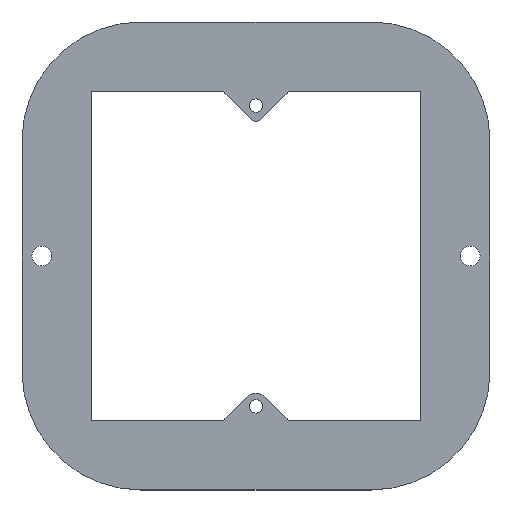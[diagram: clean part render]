
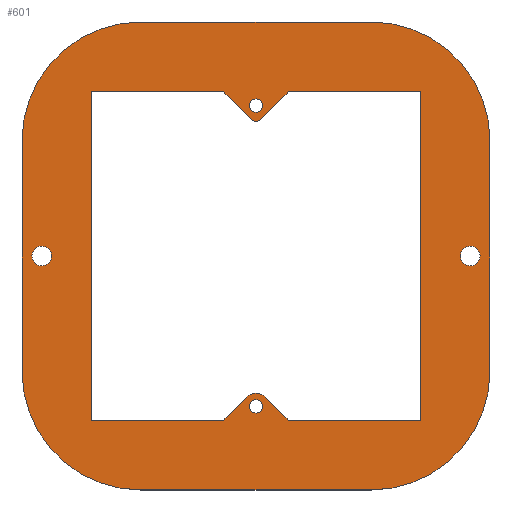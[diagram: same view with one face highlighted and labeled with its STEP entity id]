
A CAD part, top view. The second image highlights one B-rep face of the part: STEP entity #601.
In plain terms, the highlighted planar face has unit normal (0, 0, 1).
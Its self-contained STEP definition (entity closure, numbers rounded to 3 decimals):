
#15=FACE_BOUND('',#100,.T.);
#16=FACE_BOUND('',#101,.T.);
#17=FACE_BOUND('',#102,.T.);
#18=FACE_BOUND('',#103,.T.);
#19=FACE_BOUND('',#104,.T.);
#39=PLANE('',#673);
#69=FACE_OUTER_BOUND('',#99,.T.);
#99=EDGE_LOOP('',(#503,#504,#505,#506,#507,#508,#509,#510));
#100=EDGE_LOOP('',(#511));
#101=EDGE_LOOP('',(#512));
#102=EDGE_LOOP('',(#513));
#103=EDGE_LOOP('',(#514,#515,#516,#517,#518,#519,#520,#521,#522,#523,#524,
#525,#526,#527,#528,#529));
#104=EDGE_LOOP('',(#530));
#114=LINE('',#863,#170);
#117=LINE('',#869,#173);
#120=LINE('',#875,#176);
#124=LINE('',#887,#180);
#128=LINE('',#899,#184);
#132=LINE('',#911,#188);
#135=LINE('',#917,#191);
#138=LINE('',#923,#194);
#142=LINE('',#935,#198);
#146=LINE('',#947,#202);
#153=LINE('',#977,#209);
#157=LINE('',#989,#213);
#161=LINE('',#1001,#217);
#165=LINE('',#1013,#221);
#170=VECTOR('',#688,10.);
#173=VECTOR('',#693,10.);
#176=VECTOR('',#698,10.);
#180=VECTOR('',#710,10.);
#184=VECTOR('',#722,10.);
#188=VECTOR('',#734,10.);
#191=VECTOR('',#739,10.);
#194=VECTOR('',#744,10.);
#198=VECTOR('',#756,10.);
#202=VECTOR('',#768,10.);
#209=VECTOR('',#801,10.);
#213=VECTOR('',#813,10.);
#217=VECTOR('',#825,10.);
#221=VECTOR('',#837,10.);
#223=CIRCLE('',#618,1.);
#226=CIRCLE('',#625,1.);
#228=CIRCLE('',#629,2.);
#230=CIRCLE('',#633,1.);
#232=CIRCLE('',#639,1.);
#234=CIRCLE('',#643,1.);
#236=CIRCLE('',#647,1.);
#237=CIRCLE('',#649,1.5);
#239=CIRCLE('',#652,1.);
#241=CIRCLE('',#655,1.5);
#244=CIRCLE('',#660,18.);
#246=CIRCLE('',#664,18.);
#248=CIRCLE('',#668,18.);
#250=CIRCLE('',#672,18.);
#251=VERTEX_POINT('',#851);
#255=VERTEX_POINT('',#860);
#256=VERTEX_POINT('',#862);
#258=VERTEX_POINT('',#868);
#260=VERTEX_POINT('',#874);
#262=VERTEX_POINT('',#880);
#264=VERTEX_POINT('',#886);
#266=VERTEX_POINT('',#892);
#268=VERTEX_POINT('',#898);
#270=VERTEX_POINT('',#904);
#272=VERTEX_POINT('',#910);
#274=VERTEX_POINT('',#916);
#276=VERTEX_POINT('',#922);
#278=VERTEX_POINT('',#928);
#280=VERTEX_POINT('',#934);
#282=VERTEX_POINT('',#940);
#284=VERTEX_POINT('',#946);
#285=VERTEX_POINT('',#953);
#287=VERTEX_POINT('',#959);
#289=VERTEX_POINT('',#965);
#293=VERTEX_POINT('',#974);
#294=VERTEX_POINT('',#976);
#296=VERTEX_POINT('',#982);
#298=VERTEX_POINT('',#988);
#300=VERTEX_POINT('',#994);
#302=VERTEX_POINT('',#1000);
#304=VERTEX_POINT('',#1006);
#306=VERTEX_POINT('',#1012);
#307=EDGE_CURVE('',#251,#251,#223,.T.);
#312=EDGE_CURVE('',#256,#255,#114,.T.);
#315=EDGE_CURVE('',#258,#256,#117,.T.);
#318=EDGE_CURVE('',#260,#258,#120,.T.);
#321=EDGE_CURVE('',#262,#260,#226,.T.);
#324=EDGE_CURVE('',#264,#262,#124,.T.);
#327=EDGE_CURVE('',#266,#264,#228,.T.);
#330=EDGE_CURVE('',#268,#266,#128,.T.);
#333=EDGE_CURVE('',#270,#268,#230,.T.);
#336=EDGE_CURVE('',#272,#270,#132,.T.);
#339=EDGE_CURVE('',#274,#272,#135,.T.);
#342=EDGE_CURVE('',#276,#274,#138,.T.);
#345=EDGE_CURVE('',#278,#276,#232,.T.);
#348=EDGE_CURVE('',#280,#278,#142,.T.);
#351=EDGE_CURVE('',#282,#280,#234,.T.);
#354=EDGE_CURVE('',#284,#282,#146,.T.);
#357=EDGE_CURVE('',#255,#284,#236,.T.);
#358=EDGE_CURVE('',#285,#285,#237,.T.);
#361=EDGE_CURVE('',#287,#287,#239,.T.);
#364=EDGE_CURVE('',#289,#289,#241,.T.);
#369=EDGE_CURVE('',#294,#293,#153,.T.);
#372=EDGE_CURVE('',#296,#294,#244,.T.);
#375=EDGE_CURVE('',#298,#296,#157,.T.);
#378=EDGE_CURVE('',#300,#298,#246,.T.);
#381=EDGE_CURVE('',#302,#300,#161,.T.);
#384=EDGE_CURVE('',#304,#302,#248,.T.);
#387=EDGE_CURVE('',#306,#304,#165,.T.);
#390=EDGE_CURVE('',#293,#306,#250,.T.);
#503=ORIENTED_EDGE('',*,*,#390,.T.);
#504=ORIENTED_EDGE('',*,*,#387,.T.);
#505=ORIENTED_EDGE('',*,*,#384,.T.);
#506=ORIENTED_EDGE('',*,*,#381,.T.);
#507=ORIENTED_EDGE('',*,*,#378,.T.);
#508=ORIENTED_EDGE('',*,*,#375,.T.);
#509=ORIENTED_EDGE('',*,*,#372,.T.);
#510=ORIENTED_EDGE('',*,*,#369,.T.);
#511=ORIENTED_EDGE('',*,*,#364,.T.);
#512=ORIENTED_EDGE('',*,*,#361,.T.);
#513=ORIENTED_EDGE('',*,*,#358,.T.);
#514=ORIENTED_EDGE('',*,*,#357,.T.);
#515=ORIENTED_EDGE('',*,*,#354,.T.);
#516=ORIENTED_EDGE('',*,*,#351,.T.);
#517=ORIENTED_EDGE('',*,*,#348,.T.);
#518=ORIENTED_EDGE('',*,*,#345,.T.);
#519=ORIENTED_EDGE('',*,*,#342,.T.);
#520=ORIENTED_EDGE('',*,*,#339,.T.);
#521=ORIENTED_EDGE('',*,*,#336,.T.);
#522=ORIENTED_EDGE('',*,*,#333,.T.);
#523=ORIENTED_EDGE('',*,*,#330,.T.);
#524=ORIENTED_EDGE('',*,*,#327,.T.);
#525=ORIENTED_EDGE('',*,*,#324,.T.);
#526=ORIENTED_EDGE('',*,*,#321,.T.);
#527=ORIENTED_EDGE('',*,*,#318,.T.);
#528=ORIENTED_EDGE('',*,*,#315,.T.);
#529=ORIENTED_EDGE('',*,*,#312,.T.);
#530=ORIENTED_EDGE('',*,*,#307,.T.);
#601=ADVANCED_FACE('',(#69,#15,#16,#17,#18,#19),#39,.T.);
#618=AXIS2_PLACEMENT_3D('',#852,#679,#680);
#625=AXIS2_PLACEMENT_3D('',#881,#704,#705);
#629=AXIS2_PLACEMENT_3D('',#893,#716,#717);
#633=AXIS2_PLACEMENT_3D('',#905,#728,#729);
#639=AXIS2_PLACEMENT_3D('',#929,#750,#751);
#643=AXIS2_PLACEMENT_3D('',#941,#762,#763);
#647=AXIS2_PLACEMENT_3D('',#951,#774,#775);
#649=AXIS2_PLACEMENT_3D('',#954,#778,#779);
#652=AXIS2_PLACEMENT_3D('',#960,#785,#786);
#655=AXIS2_PLACEMENT_3D('',#966,#792,#793);
#660=AXIS2_PLACEMENT_3D('',#983,#807,#808);
#664=AXIS2_PLACEMENT_3D('',#995,#819,#820);
#668=AXIS2_PLACEMENT_3D('',#1007,#831,#832);
#672=AXIS2_PLACEMENT_3D('',#1017,#843,#844);
#673=AXIS2_PLACEMENT_3D('',#1018,#845,#846);
#679=DIRECTION('center_axis',(0.,0.,-1.));
#680=DIRECTION('ref_axis',(1.,0.,0.));
#688=DIRECTION('',(1.,0.,0.));
#693=DIRECTION('',(0.,1.,0.));
#698=DIRECTION('',(-1.,0.,0.));
#704=DIRECTION('center_axis',(0.,0.,-1.));
#705=DIRECTION('ref_axis',(0.,-1.,0.));
#710=DIRECTION('',(-0.707,-0.707,0.));
#716=DIRECTION('center_axis',(0.,0.,1.));
#717=DIRECTION('ref_axis',(0.707,0.707,0.));
#722=DIRECTION('',(-0.707,0.707,0.));
#728=DIRECTION('center_axis',(0.,0.,-1.));
#729=DIRECTION('ref_axis',(-0.707,-0.707,0.));
#734=DIRECTION('',(-1.,0.,0.));
#739=DIRECTION('',(0.,-1.,0.));
#744=DIRECTION('',(1.,0.,0.));
#750=DIRECTION('center_axis',(0.,0.,-1.));
#751=DIRECTION('ref_axis',(0.,1.,0.));
#756=DIRECTION('',(0.707,0.707,0.));
#762=DIRECTION('center_axis',(0.,0.,1.));
#763=DIRECTION('ref_axis',(-0.707,-0.707,0.));
#768=DIRECTION('',(0.707,-0.707,0.));
#774=DIRECTION('center_axis',(0.,0.,-1.));
#775=DIRECTION('ref_axis',(0.707,0.707,0.));
#778=DIRECTION('center_axis',(0.,0.,-1.));
#779=DIRECTION('ref_axis',(1.,0.,0.));
#785=DIRECTION('center_axis',(0.,0.,-1.));
#786=DIRECTION('ref_axis',(1.,0.,0.));
#792=DIRECTION('center_axis',(0.,0.,-1.));
#793=DIRECTION('ref_axis',(1.,0.,0.));
#801=DIRECTION('',(0.,-1.,0.));
#807=DIRECTION('center_axis',(0.,0.,1.));
#808=DIRECTION('ref_axis',(0.,1.,0.));
#813=DIRECTION('',(-1.,0.,0.));
#819=DIRECTION('center_axis',(0.,0.,1.));
#820=DIRECTION('ref_axis',(1.,0.,0.));
#825=DIRECTION('',(0.,1.,0.));
#831=DIRECTION('center_axis',(0.,0.,1.));
#832=DIRECTION('ref_axis',(0.,-1.,0.));
#837=DIRECTION('',(1.,0.,0.));
#843=DIRECTION('center_axis',(0.,0.,1.));
#844=DIRECTION('ref_axis',(-1.,0.,0.));
#845=DIRECTION('center_axis',(0.,0.,1.));
#846=DIRECTION('ref_axis',(1.,0.,0.));
#851=CARTESIAN_POINT('',(-1.,-22.828,1.));
#852=CARTESIAN_POINT('Origin',(0.,-22.828,
1.));
#860=CARTESIAN_POINT('',(-5.414,25.,1.));
#862=CARTESIAN_POINT('',(-25.,25.,1.));
#863=CARTESIAN_POINT('',(-5.414,25.,1.));
#868=CARTESIAN_POINT('',(-25.,-25.,1.));
#869=CARTESIAN_POINT('',(-25.,25.,1.));
#874=CARTESIAN_POINT('',(-5.414,-25.,1.));
#875=CARTESIAN_POINT('',(-25.,-25.,1.));
#880=CARTESIAN_POINT('',(-4.707,-24.707,1.));
#881=CARTESIAN_POINT('Origin',(-5.414,-24.,1.));
#886=CARTESIAN_POINT('',(-1.414,-21.414,1.));
#887=CARTESIAN_POINT('',(-4.707,-24.707,1.));
#892=CARTESIAN_POINT('',(1.414,-21.414,1.));
#893=CARTESIAN_POINT('Origin',(0.,-22.828,
1.));
#898=CARTESIAN_POINT('',(4.707,-24.707,1.));
#899=CARTESIAN_POINT('',(4.707,-24.707,1.));
#904=CARTESIAN_POINT('',(5.414,-25.,1.));
#905=CARTESIAN_POINT('Origin',(5.414,-24.,1.));
#910=CARTESIAN_POINT('',(25.,-25.,1.));
#911=CARTESIAN_POINT('',(5.414,-25.,1.));
#916=CARTESIAN_POINT('',(25.,25.,1.));
#917=CARTESIAN_POINT('',(25.,-25.,1.));
#922=CARTESIAN_POINT('',(5.414,25.,1.));
#923=CARTESIAN_POINT('',(25.,25.,1.));
#928=CARTESIAN_POINT('',(4.707,24.707,1.));
#929=CARTESIAN_POINT('Origin',(5.414,24.,1.));
#934=CARTESIAN_POINT('',(0.707,20.707,1.));
#935=CARTESIAN_POINT('',(4.707,24.707,1.));
#940=CARTESIAN_POINT('',(-0.707,20.707,1.));
#941=CARTESIAN_POINT('Origin',(0.,21.414,1.));
#946=CARTESIAN_POINT('',(-4.707,24.707,1.));
#947=CARTESIAN_POINT('',(-4.707,24.707,1.));
#951=CARTESIAN_POINT('Origin',(-5.414,24.,1.));
#953=CARTESIAN_POINT('',(31.,0.,1.));
#954=CARTESIAN_POINT('Origin',(32.5,0.,1.));
#959=CARTESIAN_POINT('',(-1.,22.828,1.));
#960=CARTESIAN_POINT('Origin',(0.,22.828,1.));
#965=CARTESIAN_POINT('',(-34.,0.,1.));
#966=CARTESIAN_POINT('Origin',(-32.5,0.,1.));
#974=CARTESIAN_POINT('',(-35.5,-17.5,1.));
#976=CARTESIAN_POINT('',(-35.5,17.5,1.));
#977=CARTESIAN_POINT('',(-35.5,17.5,1.));
#982=CARTESIAN_POINT('',(-17.5,35.5,1.));
#983=CARTESIAN_POINT('Origin',(-17.5,17.5,1.));
#988=CARTESIAN_POINT('',(17.5,35.5,1.));
#989=CARTESIAN_POINT('',(17.5,35.5,1.));
#994=CARTESIAN_POINT('',(35.5,17.5,1.));
#995=CARTESIAN_POINT('Origin',(17.5,17.5,1.));
#1000=CARTESIAN_POINT('',(35.5,-17.5,1.));
#1001=CARTESIAN_POINT('',(35.5,-17.5,1.));
#1006=CARTESIAN_POINT('',(17.5,-35.5,1.));
#1007=CARTESIAN_POINT('Origin',(17.5,-17.5,1.));
#1012=CARTESIAN_POINT('',(-17.5,-35.5,1.));
#1013=CARTESIAN_POINT('',(-17.5,-35.5,1.));
#1017=CARTESIAN_POINT('Origin',(-17.5,-17.5,1.));
#1018=CARTESIAN_POINT('Origin',(0.,0.,1.));
